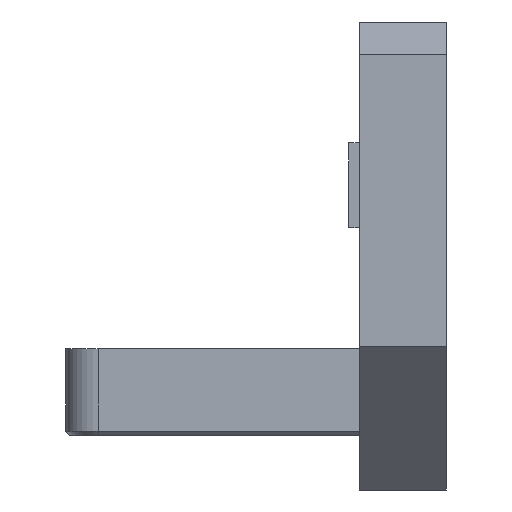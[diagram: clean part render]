
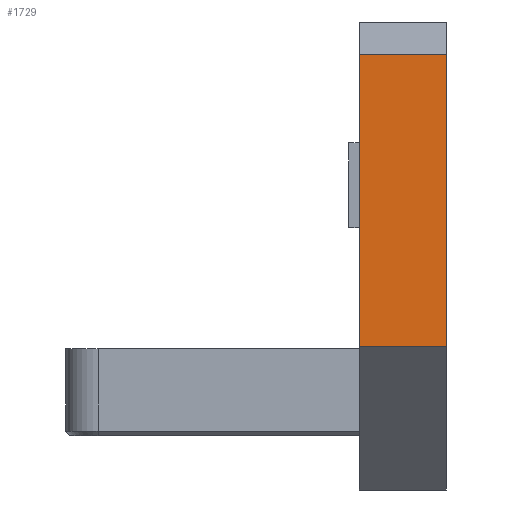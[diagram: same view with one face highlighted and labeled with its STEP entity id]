
A CAD part, front view. The second image highlights one B-rep face of the part: STEP entity #1729.
In plain terms, the highlighted planar face has unit normal (0, -1, 0).
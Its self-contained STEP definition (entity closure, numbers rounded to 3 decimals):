
#44 = PLANE('',#45);
#45 = AXIS2_PLACEMENT_3D('',#46,#47,#48);
#46 = CARTESIAN_POINT('',(0.,-56.921,10.116));
#47 = DIRECTION('',(-1.,-0.,-0.));
#48 = DIRECTION('',(0.,0.,1.));
#100 = PLANE('',#101);
#101 = AXIS2_PLACEMENT_3D('',#102,#103,#104);
#102 = CARTESIAN_POINT('',(8.,-52.364,11.148));
#103 = DIRECTION('',(1.,0.,0.));
#104 = DIRECTION('',(0.,1.,0.));
#245 = VERTEX_POINT('',#246);
#246 = CARTESIAN_POINT('',(8.,-86.64,0.14));
#260 = PLANE('',#261);
#261 = AXIS2_PLACEMENT_3D('',#262,#263,#264);
#262 = CARTESIAN_POINT('',(0.,-80.07,-6.43));
#263 = DIRECTION('',(0.,0.707,0.707));
#264 = DIRECTION('',(1.,0.,0.));
#272 = EDGE_CURVE('',#245,#273,#275,.T.);
#273 = VERTEX_POINT('',#274);
#274 = CARTESIAN_POINT('',(8.,-86.64,27.));
#275 = SURFACE_CURVE('',#276,(#280,#287),.PCURVE_S1.);
#276 = LINE('',#277,#278);
#277 = CARTESIAN_POINT('',(8.,-86.64,-13.));
#278 = VECTOR('',#279,1.);
#279 = DIRECTION('',(0.,0.,1.));
#280 = PCURVE('',#100,#281);
#281 = DEFINITIONAL_REPRESENTATION('',(#282),#286);
#282 = LINE('',#283,#284);
#283 = CARTESIAN_POINT('',(-34.276,-24.148));
#284 = VECTOR('',#285,1.);
#285 = DIRECTION('',(-0.,1.));
#286 = ( GEOMETRIC_REPRESENTATION_CONTEXT(2) 
PARAMETRIC_REPRESENTATION_CONTEXT() REPRESENTATION_CONTEXT('2D SPACE',''
  ) );
#287 = PCURVE('',#288,#293);
#288 = PLANE('',#289);
#289 = AXIS2_PLACEMENT_3D('',#290,#291,#292);
#290 = CARTESIAN_POINT('',(0.,-86.64,-13.));
#291 = DIRECTION('',(-0.,-1.,-0.));
#292 = DIRECTION('',(0.,0.,-1.));
#293 = DEFINITIONAL_REPRESENTATION('',(#294),#298);
#294 = LINE('',#295,#296);
#295 = CARTESIAN_POINT('',(-0.,8.));
#296 = VECTOR('',#297,1.);
#297 = DIRECTION('',(-1.,0.));
#298 = ( GEOMETRIC_REPRESENTATION_CONTEXT(2) 
PARAMETRIC_REPRESENTATION_CONTEXT() REPRESENTATION_CONTEXT('2D SPACE',''
  ) );
#316 = PLANE('',#317);
#317 = AXIS2_PLACEMENT_3D('',#318,#319,#320);
#318 = CARTESIAN_POINT('',(0.,-84.14,28.5));
#319 = DIRECTION('',(0.,-0.514,0.857));
#320 = DIRECTION('',(1.,0.,0.));
#1663 = VERTEX_POINT('',#1664);
#1664 = CARTESIAN_POINT('',(0.,-86.64,27.));
#1687 = EDGE_CURVE('',#1663,#273,#1688,.T.);
#1688 = SURFACE_CURVE('',#1689,(#1693,#1700),.PCURVE_S1.);
#1689 = LINE('',#1690,#1691);
#1690 = CARTESIAN_POINT('',(0.,-86.64,27.));
#1691 = VECTOR('',#1692,1.);
#1692 = DIRECTION('',(1.,0.,0.));
#1693 = PCURVE('',#316,#1694);
#1694 = DEFINITIONAL_REPRESENTATION('',(#1695),#1699);
#1695 = LINE('',#1696,#1697);
#1696 = CARTESIAN_POINT('',(0.,-2.915));
#1697 = VECTOR('',#1698,1.);
#1698 = DIRECTION('',(1.,0.));
#1699 = ( GEOMETRIC_REPRESENTATION_CONTEXT(2) 
PARAMETRIC_REPRESENTATION_CONTEXT() REPRESENTATION_CONTEXT('2D SPACE',''
  ) );
#1700 = PCURVE('',#288,#1701);
#1701 = DEFINITIONAL_REPRESENTATION('',(#1702),#1706);
#1702 = LINE('',#1703,#1704);
#1703 = CARTESIAN_POINT('',(-40.,0.));
#1704 = VECTOR('',#1705,1.);
#1705 = DIRECTION('',(-0.,1.));
#1706 = ( GEOMETRIC_REPRESENTATION_CONTEXT(2) 
PARAMETRIC_REPRESENTATION_CONTEXT() REPRESENTATION_CONTEXT('2D SPACE',''
  ) );
#1729 = ADVANCED_FACE('',(#1730),#288,.T.);
#1730 = FACE_BOUND('',#1731,.F.);
#1731 = EDGE_LOOP('',(#1732,#1733,#1756,#1777));
#1732 = ORIENTED_EDGE('',*,*,#272,.F.);
#1733 = ORIENTED_EDGE('',*,*,#1734,.F.);
#1734 = EDGE_CURVE('',#1735,#245,#1737,.T.);
#1735 = VERTEX_POINT('',#1736);
#1736 = CARTESIAN_POINT('',(0.,-86.64,0.14));
#1737 = SURFACE_CURVE('',#1738,(#1742,#1749),.PCURVE_S1.);
#1738 = LINE('',#1739,#1740);
#1739 = CARTESIAN_POINT('',(0.,-86.64,0.14));
#1740 = VECTOR('',#1741,1.);
#1741 = DIRECTION('',(1.,0.,0.));
#1742 = PCURVE('',#288,#1743);
#1743 = DEFINITIONAL_REPRESENTATION('',(#1744),#1748);
#1744 = LINE('',#1745,#1746);
#1745 = CARTESIAN_POINT('',(-13.14,0.));
#1746 = VECTOR('',#1747,1.);
#1747 = DIRECTION('',(-0.,1.));
#1748 = ( GEOMETRIC_REPRESENTATION_CONTEXT(2) 
PARAMETRIC_REPRESENTATION_CONTEXT() REPRESENTATION_CONTEXT('2D SPACE',''
  ) );
#1749 = PCURVE('',#260,#1750);
#1750 = DEFINITIONAL_REPRESENTATION('',(#1751),#1755);
#1751 = LINE('',#1752,#1753);
#1752 = CARTESIAN_POINT('',(0.,-9.291));
#1753 = VECTOR('',#1754,1.);
#1754 = DIRECTION('',(1.,0.));
#1755 = ( GEOMETRIC_REPRESENTATION_CONTEXT(2) 
PARAMETRIC_REPRESENTATION_CONTEXT() REPRESENTATION_CONTEXT('2D SPACE',''
  ) );
#1756 = ORIENTED_EDGE('',*,*,#1757,.T.);
#1757 = EDGE_CURVE('',#1735,#1663,#1758,.T.);
#1758 = SURFACE_CURVE('',#1759,(#1763,#1770),.PCURVE_S1.);
#1759 = LINE('',#1760,#1761);
#1760 = CARTESIAN_POINT('',(0.,-86.64,-13.));
#1761 = VECTOR('',#1762,1.);
#1762 = DIRECTION('',(0.,0.,1.));
#1763 = PCURVE('',#288,#1764);
#1764 = DEFINITIONAL_REPRESENTATION('',(#1765),#1769);
#1765 = LINE('',#1766,#1767);
#1766 = CARTESIAN_POINT('',(-0.,0.));
#1767 = VECTOR('',#1768,1.);
#1768 = DIRECTION('',(-1.,0.));
#1769 = ( GEOMETRIC_REPRESENTATION_CONTEXT(2) 
PARAMETRIC_REPRESENTATION_CONTEXT() REPRESENTATION_CONTEXT('2D SPACE',''
  ) );
#1770 = PCURVE('',#44,#1771);
#1771 = DEFINITIONAL_REPRESENTATION('',(#1772),#1776);
#1772 = LINE('',#1773,#1774);
#1773 = CARTESIAN_POINT('',(-23.116,-29.719));
#1774 = VECTOR('',#1775,1.);
#1775 = DIRECTION('',(1.,-0.));
#1776 = ( GEOMETRIC_REPRESENTATION_CONTEXT(2) 
PARAMETRIC_REPRESENTATION_CONTEXT() REPRESENTATION_CONTEXT('2D SPACE',''
  ) );
#1777 = ORIENTED_EDGE('',*,*,#1687,.T.);
